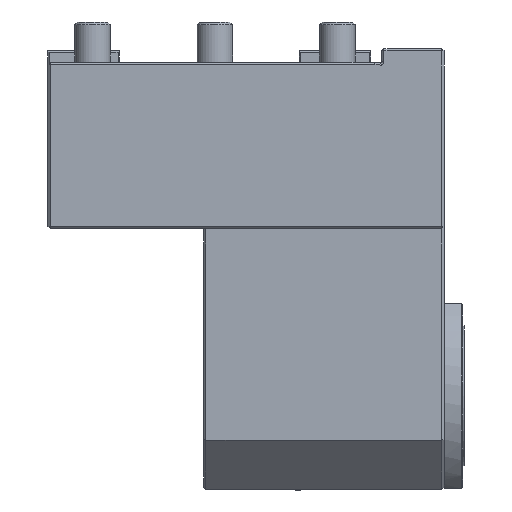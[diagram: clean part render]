
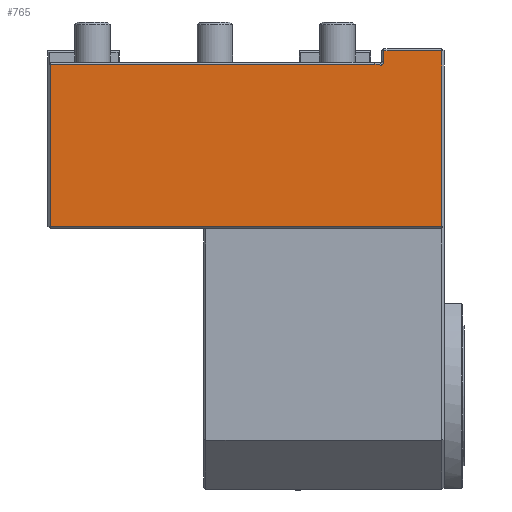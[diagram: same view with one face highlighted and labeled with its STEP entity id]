
A CAD part, front view. The second image highlights one B-rep face of the part: STEP entity #765.
In plain terms, the highlighted planar face has unit normal (0, -1, 0).
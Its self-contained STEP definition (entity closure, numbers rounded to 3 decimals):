
#120=LINE('',#4130,#381);
#187=LINE('',#4306,#448);
#228=LINE('',#4447,#489);
#229=LINE('',#4449,#490);
#230=LINE('',#4451,#491);
#231=LINE('',#4452,#492);
#232=LINE('',#4454,#493);
#381=VECTOR('',#3090,1.);
#448=VECTOR('',#3221,1.);
#489=VECTOR('',#3334,1.);
#490=VECTOR('',#3337,1.);
#491=VECTOR('',#3338,1.);
#492=VECTOR('',#3339,1.);
#493=VECTOR('',#3340,1.);
#765=ADVANCED_FACE('',(#1036),#903,.F.);
#903=PLANE('',#2801);
#1036=FACE_OUTER_BOUND('',#1205,.T.);
#1205=EDGE_LOOP('',(#1672,#1673,#1674,#1675,#1676,#1677,#1678,#1679));
#1672=ORIENTED_EDGE('',*,*,#2397,.T.);
#1673=ORIENTED_EDGE('',*,*,#2459,.T.);
#1674=ORIENTED_EDGE('',*,*,#2460,.T.);
#1675=ORIENTED_EDGE('',*,*,#2318,.T.);
#1676=ORIENTED_EDGE('',*,*,#2461,.T.);
#1677=ORIENTED_EDGE('',*,*,#2462,.T.);
#1678=ORIENTED_EDGE('',*,*,#2463,.T.);
#1679=ORIENTED_EDGE('',*,*,#2458,.T.);
#2085=VERTEX_POINT('',#4129);
#2086=VERTEX_POINT('',#4131);
#2134=VERTEX_POINT('',#4301);
#2136=VERTEX_POINT('',#4305);
#2166=VERTEX_POINT('',#4446);
#2167=VERTEX_POINT('',#4450);
#2168=VERTEX_POINT('',#4453);
#2169=VERTEX_POINT('',#4455);
#2318=EDGE_CURVE('',#2086,#2085,#120,.T.);
#2397=EDGE_CURVE('',#2134,#2136,#187,.T.);
#2458=EDGE_CURVE('',#2166,#2134,#228,.T.);
#2459=EDGE_CURVE('',#2136,#2167,#229,.T.);
#2460=EDGE_CURVE('',#2167,#2086,#230,.T.);
#2461=EDGE_CURVE('',#2085,#2168,#231,.T.);
#2462=EDGE_CURVE('',#2168,#2169,#232,.T.);
#2463=EDGE_CURVE('',#2169,#2166,#2616,.T.);
#2616=CIRCLE('',#2800,1.4);
#2800=AXIS2_PLACEMENT_3D('',#4456,#3341,#3342);
#2801=AXIS2_PLACEMENT_3D('',#4457,#3343,#3344);
#3090=DIRECTION('',(0.,0.,1.));
#3221=DIRECTION('',(-1.,0.,0.));
#3334=DIRECTION('',(-0.99,0.,0.139));
#3337=DIRECTION('',(0.,0.,-1.));
#3338=DIRECTION('',(1.,0.,0.));
#3339=DIRECTION('',(-1.,0.,0.));
#3340=DIRECTION('',(0.,0.,-1.));
#3341=DIRECTION('',(0.,1.,0.));
#3342=DIRECTION('',(-1.,0.,0.));
#3343=DIRECTION('',(0.,1.,0.));
#3344=DIRECTION('',(1.,0.,0.));
#4129=CARTESIAN_POINT('',(27.,-87.,5.));
#4130=CARTESIAN_POINT('',(27.,-87.,0.039));
#4131=CARTESIAN_POINT('',(27.,-87.,-74.));
#4301=CARTESIAN_POINT('',(-3.07,-87.,-1.));
#4305=CARTESIAN_POINT('',(-149.,-87.,-1.));
#4306=CARTESIAN_POINT('',(-0.4,-87.,-1.));
#4446=CARTESIAN_POINT('',(-0.595,-87.,-1.348));
#4447=CARTESIAN_POINT('',(-0.595,-87.,-1.348));
#4449=CARTESIAN_POINT('',(-149.,-87.,0.039));
#4450=CARTESIAN_POINT('',(-149.,-87.,-74.));
#4451=CARTESIAN_POINT('',(28.,-87.,-74.));
#4452=CARTESIAN_POINT('',(-0.4,-87.,5.));
#4453=CARTESIAN_POINT('',(1.,-87.,5.));
#4454=CARTESIAN_POINT('',(1.,-87.,0.039));
#4455=CARTESIAN_POINT('',(1.,-87.,0.039));
#4456=CARTESIAN_POINT('',(-0.4,-87.,0.039));
#4457=CARTESIAN_POINT('',(-0.4,-87.,0.039));
